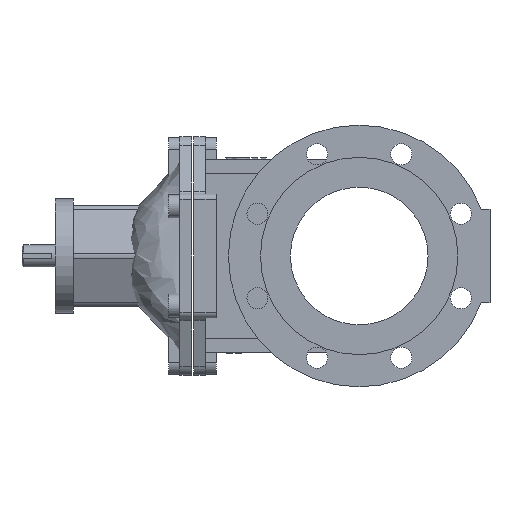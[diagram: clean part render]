
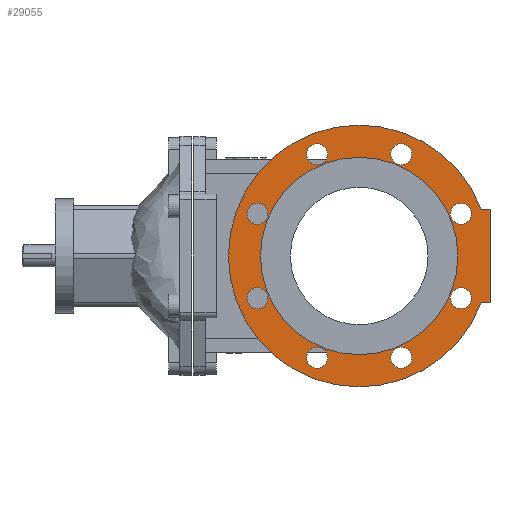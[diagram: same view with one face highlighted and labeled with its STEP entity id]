
A CAD part, left-side view. The second image highlights one B-rep face of the part: STEP entity #29055.
In plain terms, the highlighted planar face has unit normal (-1, 0, 0).
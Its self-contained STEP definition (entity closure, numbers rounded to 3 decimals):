
#29055=ADVANCED_FACE('',(#51976,#51978,#51980,#51982,#51984,#51986,#51988,#51990,
#51992,#51994),#51996,.F.);
#51976=FACE_BOUND('',#51977,.T.);
#51977=EDGE_LOOP('',(#71094,#71095,#71096,#71097));
#51978=FACE_BOUND('',#51979,.T.);
#51979=EDGE_LOOP('',(#71098));
#51980=FACE_BOUND('',#51981,.T.);
#51981=EDGE_LOOP('',(#71099));
#51982=FACE_BOUND('',#51983,.T.);
#51983=EDGE_LOOP('',(#71100));
#51984=FACE_BOUND('',#51985,.T.);
#51985=EDGE_LOOP('',(#71101));
#51986=FACE_BOUND('',#51987,.T.);
#51987=EDGE_LOOP('',(#71102));
#51988=FACE_BOUND('',#51989,.T.);
#51989=EDGE_LOOP('',(#71103));
#51990=FACE_BOUND('',#51991,.T.);
#51991=EDGE_LOOP('',(#71104));
#51992=FACE_BOUND('',#51993,.T.);
#51993=EDGE_LOOP('',(#71105));
#51994=FACE_BOUND('',#51995,.T.);
#51995=EDGE_LOOP('',(#71106,#71107));
#51996=PLANE('',#51997);
#51997=AXIS2_PLACEMENT_3D('',#51998,#51999,#52000);
#51998=CARTESIAN_POINT('',(20183.268,1991.087,-6.));
#51999=DIRECTION('',(1.,0.,0.));
#52000=DIRECTION('',(0.,0.,-1.));
#71094=ORIENTED_EDGE('',*,*,#81741,.F.);
#71095=ORIENTED_EDGE('',*,*,#81742,.F.);
#71096=ORIENTED_EDGE('',*,*,#81743,.F.);
#71097=ORIENTED_EDGE('',*,*,#81744,.F.);
#71098=ORIENTED_EDGE('',*,*,#81722,.T.);
#71099=ORIENTED_EDGE('',*,*,#81724,.T.);
#71100=ORIENTED_EDGE('',*,*,#81726,.T.);
#71101=ORIENTED_EDGE('',*,*,#81728,.T.);
#71102=ORIENTED_EDGE('',*,*,#81730,.T.);
#71103=ORIENTED_EDGE('',*,*,#81732,.T.);
#71104=ORIENTED_EDGE('',*,*,#81734,.T.);
#71105=ORIENTED_EDGE('',*,*,#81720,.T.);
#71106=ORIENTED_EDGE('',*,*,#81745,.T.);
#71107=ORIENTED_EDGE('',*,*,#81746,.T.);
#81720=EDGE_CURVE('',#97491,#97491,#97492,.T.);
#81722=EDGE_CURVE('',#97495,#97495,#97496,.T.);
#81724=EDGE_CURVE('',#97499,#97499,#97500,.T.);
#81726=EDGE_CURVE('',#97503,#97503,#97504,.T.);
#81728=EDGE_CURVE('',#97507,#97507,#97508,.T.);
#81730=EDGE_CURVE('',#97511,#97511,#97512,.T.);
#81732=EDGE_CURVE('',#97515,#97515,#97516,.T.);
#81734=EDGE_CURVE('',#97519,#97519,#97520,.T.);
#81741=EDGE_CURVE('',#97533,#97534,#97535,.T.);
#81742=EDGE_CURVE('',#97536,#97533,#97537,.T.);
#81743=EDGE_CURVE('',#97538,#97536,#97539,.T.);
#81744=EDGE_CURVE('',#97534,#97538,#97540,.T.);
#81745=EDGE_CURVE('',#97541,#97542,#97543,.T.);
#81746=EDGE_CURVE('',#97542,#97541,#97544,.T.);
#97491=VERTEX_POINT('',#132530);
#97492=CIRCLE('',#132531,11.5);
#97495=VERTEX_POINT('',#132540);
#97496=CIRCLE('',#132541,11.5);
#97499=VERTEX_POINT('',#132550);
#97500=CIRCLE('',#132551,11.5);
#97503=VERTEX_POINT('',#132560);
#97504=CIRCLE('',#132561,11.5);
#97507=VERTEX_POINT('',#132570);
#97508=CIRCLE('',#132571,11.5);
#97511=VERTEX_POINT('',#132580);
#97512=CIRCLE('',#132581,11.5);
#97515=VERTEX_POINT('',#132590);
#97516=CIRCLE('',#132591,11.5);
#97519=VERTEX_POINT('',#132600);
#97520=CIRCLE('',#132601,11.5);
#97533=VERTEX_POINT('',#132632);
#97534=VERTEX_POINT('',#132633);
#97535=CIRCLE('',#132634,142.5);
#97536=VERTEX_POINT('',#132638);
#97537=LINE('',#132639,#132640);
#97538=VERTEX_POINT('',#132642);
#97539=LINE('',#132643,#132644);
#97540=LINE('',#132646,#132647);
#97541=VERTEX_POINT('',#132649);
#97542=VERTEX_POINT('',#132650);
#97543=CIRCLE('',#132651,107.5);
#97544=CIRCLE('',#132655,107.5);
#132530=CARTESIAN_POINT('',(20183.268,2105.62,39.922));
#132531=AXIS2_PLACEMENT_3D('',#132532,#132533,#132534);
#132532=CARTESIAN_POINT('',(20183.268,2117.12,39.922));
#132533=DIRECTION('',(1.,0.,0.));
#132534=DIRECTION('',(0.,-1.,0.));
#132540=CARTESIAN_POINT('',(20183.268,1948.833,104.866));
#132541=AXIS2_PLACEMENT_3D('',#132542,#132543,#132544);
#132542=CARTESIAN_POINT('',(20183.268,1960.333,104.866));
#132543=DIRECTION('',(1.,0.,0.));
#132544=DIRECTION('',(0.,-1.,0.));
#132550=CARTESIAN_POINT('',(20183.268,1883.889,-51.922));
#132551=AXIS2_PLACEMENT_3D('',#132552,#132553,#132554);
#132552=CARTESIAN_POINT('',(20183.268,1895.389,-51.922));
#132553=DIRECTION('',(1.,0.,0.));
#132554=DIRECTION('',(0.,-1.,0.));
#132560=CARTESIAN_POINT('',(20183.268,2040.677,-116.866));
#132561=AXIS2_PLACEMENT_3D('',#132562,#132563,#132564);
#132562=CARTESIAN_POINT('',(20183.268,2052.177,-116.866));
#132563=DIRECTION('',(1.,0.,0.));
#132564=DIRECTION('',(0.,-1.,0.));
#132570=CARTESIAN_POINT('',(20183.268,1948.833,-116.866));
#132571=AXIS2_PLACEMENT_3D('',#132572,#132573,#132574);
#132572=CARTESIAN_POINT('',(20183.268,1960.333,-116.866));
#132573=DIRECTION('',(1.,0.,0.));
#132574=DIRECTION('',(0.,-1.,0.));
#132580=CARTESIAN_POINT('',(20183.268,1883.889,39.922));
#132581=AXIS2_PLACEMENT_3D('',#132582,#132583,#132584);
#132582=CARTESIAN_POINT('',(20183.268,1895.389,39.922));
#132583=DIRECTION('',(1.,0.,0.));
#132584=DIRECTION('',(0.,-1.,0.));
#132590=CARTESIAN_POINT('',(20183.268,2040.677,104.866));
#132591=AXIS2_PLACEMENT_3D('',#132592,#132593,#132594);
#132592=CARTESIAN_POINT('',(20183.268,2052.177,104.866));
#132593=DIRECTION('',(1.,0.,0.));
#132594=DIRECTION('',(0.,-1.,0.));
#132600=CARTESIAN_POINT('',(20183.268,2105.62,-51.922));
#132601=AXIS2_PLACEMENT_3D('',#132602,#132603,#132604);
#132602=CARTESIAN_POINT('',(20183.268,2117.12,-51.922));
#132603=DIRECTION('',(1.,0.,0.));
#132604=DIRECTION('',(0.,-1.,0.));
#132632=CARTESIAN_POINT('',(20183.268,1873.194,-57.));
#132633=CARTESIAN_POINT('',(20183.268,1873.194,45.));
#132634=AXIS2_PLACEMENT_3D('',#132635,#132636,#132637);
#132635=CARTESIAN_POINT('',(20183.268,2006.255,-6.));
#132636=DIRECTION('',(1.,0.,0.));
#132637=DIRECTION('',(0.,-0.934,-0.358));
#132638=CARTESIAN_POINT('',(20183.268,1863.755,-57.));
#132639=CARTESIAN_POINT('',(20183.268,1863.755,-57.));
#132640=VECTOR('',#132641,1.);
#132641=DIRECTION('',(0.,1.,0.));
#132642=CARTESIAN_POINT('',(20183.268,1863.755,45.));
#132643=CARTESIAN_POINT('',(20183.268,1863.755,45.));
#132644=VECTOR('',#132645,1.);
#132645=DIRECTION('',(0.,0.,-1.));
#132646=CARTESIAN_POINT('',(20183.268,1873.194,45.));
#132647=VECTOR('',#132648,1.);
#132648=DIRECTION('',(0.,-1.,0.));
#132649=CARTESIAN_POINT('',(20183.268,2006.255,-113.5));
#132650=CARTESIAN_POINT('',(20183.268,2006.255,101.5));
#132651=AXIS2_PLACEMENT_3D('',#132652,#132653,#132654);
#132652=CARTESIAN_POINT('',(20183.268,2006.255,-6.));
#132653=DIRECTION('',(1.,0.,0.));
#132654=DIRECTION('',(0.,0.,-1.));
#132655=AXIS2_PLACEMENT_3D('',#132656,#132657,#132658);
#132656=CARTESIAN_POINT('',(20183.268,2006.255,-6.));
#132657=DIRECTION('',(1.,0.,0.));
#132658=DIRECTION('',(0.,0.,1.));
